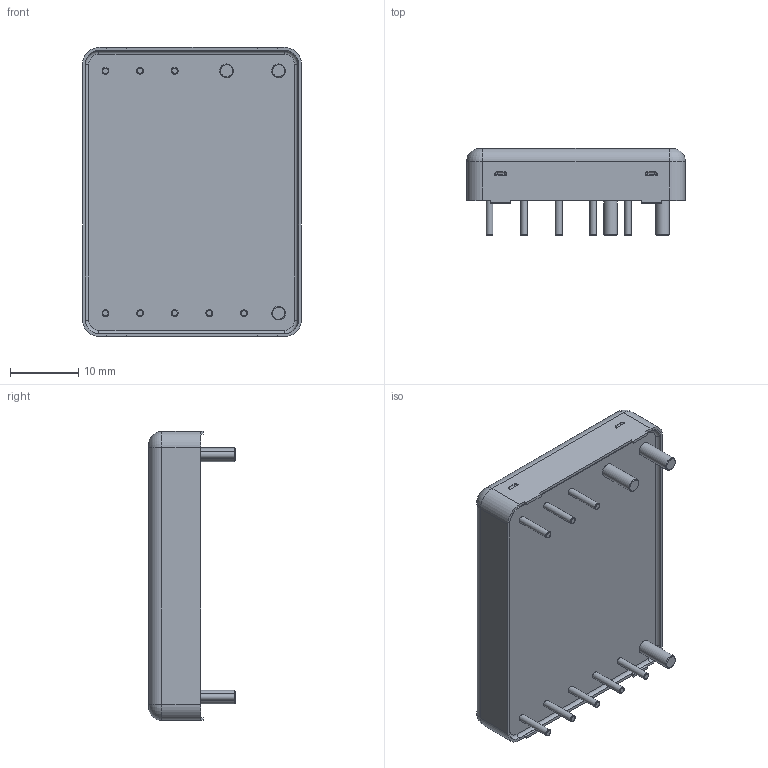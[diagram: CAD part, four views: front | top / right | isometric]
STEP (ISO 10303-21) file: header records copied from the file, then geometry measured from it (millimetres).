
FILE_DESCRIPTION(/* description */ ('Alibre Inc.'),/* implementation_level */ '2;1');
FILE_NAME(/* name */ 'export-8D4DB355-322C-4F7F-B92D-EC3CEB1338A4',/* time_stamp */ '2020-11-06T09:00:29+01:00',/* author */ (''),/* organization */ (''),/* preprocessor_version */ 'ST-DEVELOPER v17',/* originating_system */ 'Alibre',/* authorisation */ '');
FILE_SCHEMA (('AUTOMOTIVE_DESIGN'));
Length unit declared in the file: millimetre
Bounding box: 32.1 x 12.71 x 42.41 mm (x, y, z)
Volume: 1113.8 mm3; surface area: 7825.7 mm2
Topology: 1 solids, 1 shells, 501 faces, 1262 edges, 812 vertices
Faces by surface type: plane 332, cylinder 95, torus 42, sphere 16, bspline 13, cone 3
Full cylindrical faces by diameter (mm): 0.908 x1, 0.92 x1, 1 x16, 1.3 x1, 2 x6, 2.3 x8, 2.5 x3
Entity records: 14393 total; most frequent: CARTESIAN_POINT 3227, ORIENTED_EDGE 2304, DIRECTION 1930, EDGE_CURVE 1152, VECTOR 870, LINE 870, VERTEX_POINT 787, AXIS2_PLACEMENT_3D 710
